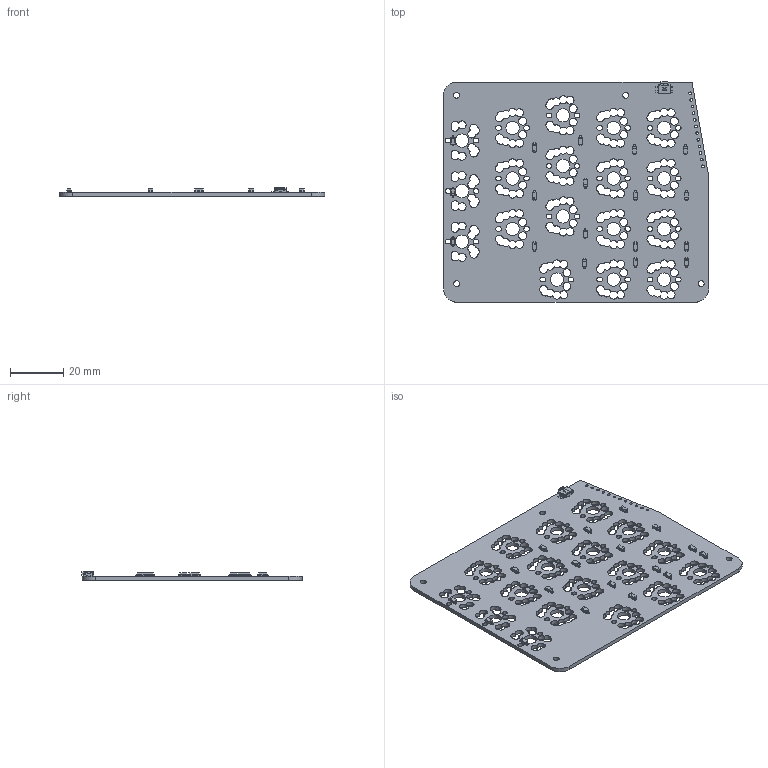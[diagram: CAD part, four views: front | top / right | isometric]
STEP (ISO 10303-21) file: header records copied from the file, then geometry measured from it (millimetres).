
FILE_DESCRIPTION(('KiCad electronic assembly'),'2;1');
FILE_NAME('le broke.step','2025-07-09T22:21:20',('Pcbnew'),('Kicad'), 'Open CASCADE STEP processor 7.8','KiCad to STEP converter','Unknown' );
FILE_SCHEMA(('AUTOMOTIVE_DESIGN { 1 0 10303 214 1 1 1 1 }'));
Length unit declared in the file: millimetre
Products named in the file (4): le broke 1; D_SOD-123; EVQPU-LC-02K; le broke_PCB
Assembly tree (20 placements, depth 2):
  le broke 1
    D_SOD-123  x18
    EVQPU-LC-02K
    le broke_PCB
Bounding box: 99.97 x 83.09 x 3.25 mm (x, y, z)
Volume: 9784.9 mm3; surface area: 16771.8 mm2
Topology: 20 solids, 20 shells, 2170 faces, 5682 edges, 3568 vertices
Faces by surface type: cylinder 857, plane 839, bspline 470, cone 4
Full cylindrical faces by diameter (mm): 0.5 x36, 0.75 x2, 1 x12, 2.2 x4, 3 x30, 5 x18
Entity records: 36406 total; most frequent: DIRECTION 6453, CARTESIAN_POINT 6363, ORIENTED_EDGE 6060, EDGE_CURVE 3030, AXIS2_PLACEMENT_3D 2464, VERTEX_POINT 2004, LINE 1525, VECTOR 1525
